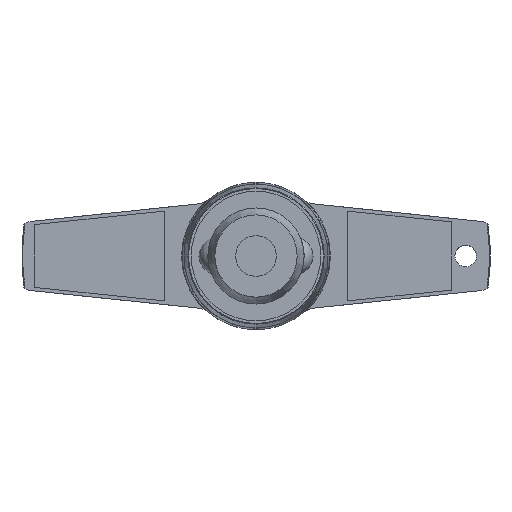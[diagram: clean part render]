
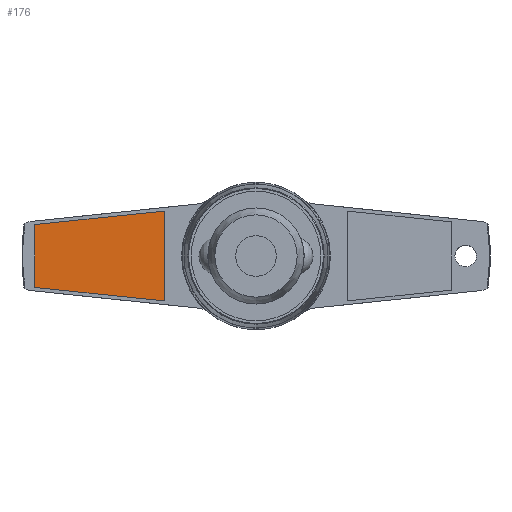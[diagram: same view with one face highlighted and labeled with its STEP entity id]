
A CAD part, front view. The second image highlights one B-rep face of the part: STEP entity #176.
In plain terms, the highlighted planar face has unit normal (0, -1, 0).
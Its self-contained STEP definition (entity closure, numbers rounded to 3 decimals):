
#176 = ADVANCED_FACE( '', ( #370 ), #371, .F. );
#370 = FACE_OUTER_BOUND( '', #591, .T. );
#371 = PLANE( '', #592 );
#591 = EDGE_LOOP( '', ( #1010, #1011, #1012, #1013 ) );
#592 = AXIS2_PLACEMENT_3D( '', #1014, #1015, #1016 );
#1010 = ORIENTED_EDGE( '', *, *, #1172, .F. );
#1011 = ORIENTED_EDGE( '', *, *, #1050, .F. );
#1012 = ORIENTED_EDGE( '', *, *, #1144, .F. );
#1013 = ORIENTED_EDGE( '', *, *, #1155, .F. );
#1014 = CARTESIAN_POINT( '', ( 0., 28.2, 0. ) );
#1015 = DIRECTION( '', ( 0., 1., 0. ) );
#1016 = DIRECTION( '', ( 0., 0., 1. ) );
#1050 = EDGE_CURVE( '', #1235, #1237, #1238, .T. );
#1144 = EDGE_CURVE( '', #1377, #1235, #1379, .T. );
#1155 = EDGE_CURVE( '', #1392, #1377, #1394, .T. );
#1172 = EDGE_CURVE( '', #1237, #1392, #1412, .T. );
#1235 = VERTEX_POINT( '', #1612 );
#1237 = VERTEX_POINT( '', #1615 );
#1238 = LINE( '', #1616, #1617 );
#1377 = VERTEX_POINT( '', #1960 );
#1379 = LINE( '', #1963, #1964 );
#1392 = VERTEX_POINT( '', #1983 );
#1394 = LINE( '', #1986, #1987 );
#1412 = LINE( '', #2012, #2013 );
#1612 = CARTESIAN_POINT( '', ( -15.27, 28.2, 7.484 ) );
#1615 = CARTESIAN_POINT( '', ( -15.27, 28.2, -7.484 ) );
#1616 = CARTESIAN_POINT( '', ( -15.27, 28.2, 7.484 ) );
#1617 = VECTOR( '', #2057, 1000. );
#1960 = CARTESIAN_POINT( '', ( -36.83, 28.2, 5.224 ) );
#1963 = CARTESIAN_POINT( '', ( -36.83, 28.2, 5.224 ) );
#1964 = VECTOR( '', #2172, 1000. );
#1983 = CARTESIAN_POINT( '', ( -36.83, 28.2, -5.224 ) );
#1986 = CARTESIAN_POINT( '', ( -36.83, 28.2, -5.224 ) );
#1987 = VECTOR( '', #2180, 1000. );
#2012 = CARTESIAN_POINT( '', ( -15.27, 28.2, -7.484 ) );
#2013 = VECTOR( '', #2191, 1000. );
#2057 = DIRECTION( '', ( 0., 0., -1. ) );
#2172 = DIRECTION( '', ( 0.995, 0., 0.104 ) );
#2180 = DIRECTION( '', ( 0., 0., 1. ) );
#2191 = DIRECTION( '', ( -0.995, 0., 0.104 ) );
